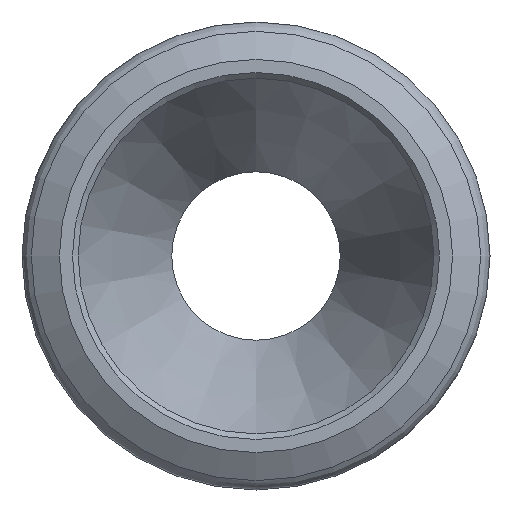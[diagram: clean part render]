
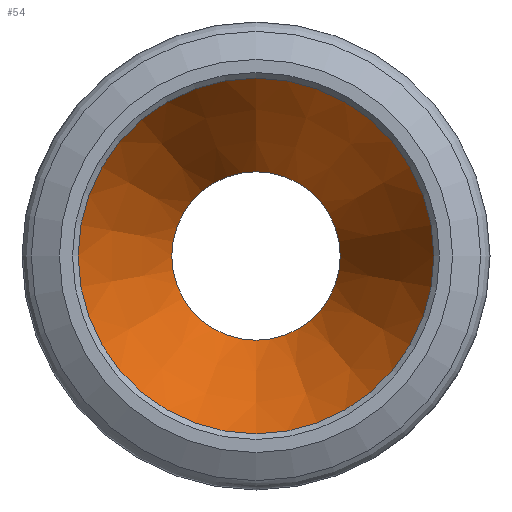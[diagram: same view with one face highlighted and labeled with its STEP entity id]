
A CAD part, left-side view. The second image highlights one B-rep face of the part: STEP entity #54.
In plain terms, the highlighted conical face has half-angle 26.565 degrees and reference radius 4.5 mm.
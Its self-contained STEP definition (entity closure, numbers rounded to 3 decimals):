
#44=CONICAL_SURFACE('',#221,4.5,26.565);
#54=ADVANCED_FACE('',(#78,#79),#44,.F.);
#78=FACE_BOUND('',#108,.T.);
#79=FACE_BOUND('',#109,.T.);
#108=EDGE_LOOP('',(#138));
#109=EDGE_LOOP('',(#139));
#138=ORIENTED_EDGE('',*,*,#182,.T.);
#139=ORIENTED_EDGE('',*,*,#181,.F.);
#166=VERTEX_POINT('',#324);
#167=VERTEX_POINT('',#327);
#181=EDGE_CURVE('',#166,#166,#196,.T.);
#182=EDGE_CURVE('',#167,#167,#197,.T.);
#196=CIRCLE('',#218,4.5);
#197=CIRCLE('',#220,9.5);
#218=AXIS2_PLACEMENT_3D('',#323,#268,#269);
#220=AXIS2_PLACEMENT_3D('',#326,#272,#273);
#221=AXIS2_PLACEMENT_3D('',#328,#274,#275);
#268=DIRECTION('',(-1.,0.,0.));
#269=DIRECTION('',(0.,0.,1.));
#272=DIRECTION('',(-1.,0.,0.));
#273=DIRECTION('',(0.,0.,1.));
#274=DIRECTION('',(-1.,0.,0.));
#275=DIRECTION('',(0.,0.,1.));
#323=CARTESIAN_POINT('',(20.,0.,0.));
#324=CARTESIAN_POINT('',(20.,0.,4.5));
#326=CARTESIAN_POINT('',(10.,0.,0.));
#327=CARTESIAN_POINT('',(10.,0.,9.5));
#328=CARTESIAN_POINT('',(20.,0.,0.));
